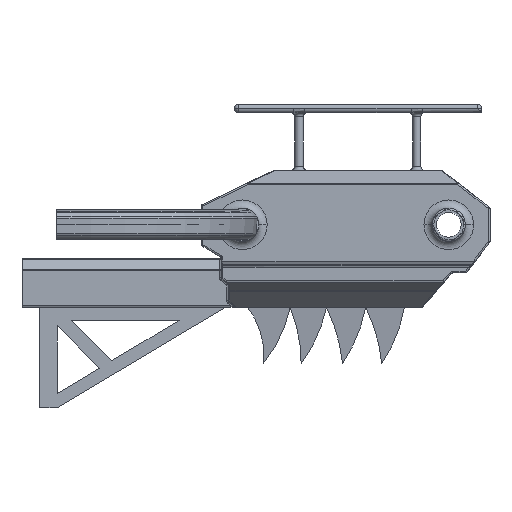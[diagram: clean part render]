
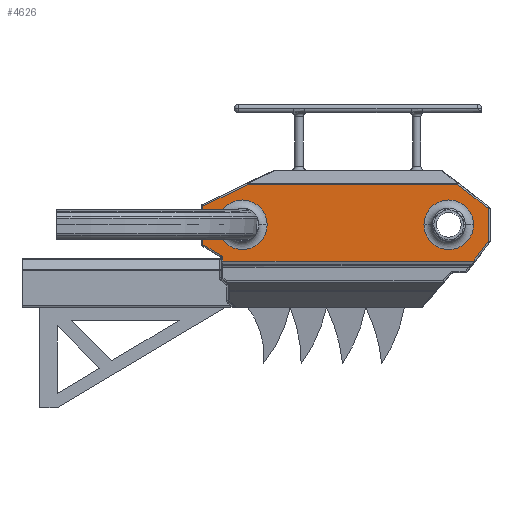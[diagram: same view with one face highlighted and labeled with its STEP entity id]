
A CAD part, front view. The second image highlights one B-rep face of the part: STEP entity #4626.
In plain terms, the highlighted planar face has unit normal (0, -1, 0).
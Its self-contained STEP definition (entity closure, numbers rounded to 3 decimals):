
#7 = LINE ( 'NONE', #2570, #17804 ) ;
#145 = VERTEX_POINT ( 'NONE', #14794 ) ;
#529 = ORIENTED_EDGE ( 'NONE', *, *, #12987, .F. ) ;
#632 = DIRECTION ( 'NONE',  ( 1., 0., 0. ) ) ;
#734 = CARTESIAN_POINT ( 'NONE',  ( 279.747, -100., -43.976 ) ) ;
#771 = VERTEX_POINT ( 'NONE', #15593 ) ;
#823 = PLANE ( 'NONE',  #11821 ) ;
#1144 = EDGE_LOOP ( 'NONE', ( #10672, #18269 ) ) ;
#1388 = VERTEX_POINT ( 'NONE', #10610 ) ;
#1474 = AXIS2_PLACEMENT_3D ( 'NONE', #6701, #6794, #15265 ) ;
#1610 = CARTESIAN_POINT ( 'NONE',  ( 250., -100., 0. ) ) ;
#1844 = CARTESIAN_POINT ( 'NONE',  ( 30., -100., 0. ) ) ;
#1874 = DIRECTION ( 'NONE',  ( 1., 0., 0. ) ) ;
#1938 = EDGE_CURVE ( 'NONE', #771, #13391, #12662, .T. ) ;
#2216 = VERTEX_POINT ( 'NONE', #8820 ) ;
#2458 = DIRECTION ( 'NONE',  ( 0., 0., 1. ) ) ;
#2533 = DIRECTION ( 'NONE',  ( 1., 0., 0. ) ) ;
#2547 = ORIENTED_EDGE ( 'NONE', *, *, #13187, .T. ) ;
#2570 = CARTESIAN_POINT ( 'NONE',  ( 300., -100., 48.84 ) ) ;
#2632 = CIRCLE ( 'NONE', #14211, 30. ) ;
#2703 = VERTEX_POINT ( 'NONE', #3808 ) ;
#2758 = CARTESIAN_POINT ( 'NONE',  ( 281.935, -100., -43.976 ) ) ;
#2814 = ORIENTED_EDGE ( 'NONE', *, *, #1938, .T. ) ;
#2904 = ORIENTED_EDGE ( 'NONE', *, *, #3058, .T. ) ;
#3058 = EDGE_CURVE ( 'NONE', #145, #2703, #4008, .T. ) ;
#3291 = CARTESIAN_POINT ( 'NONE',  ( 250., -100., 0. ) ) ;
#3560 = LINE ( 'NONE', #15188, #12815 ) ;
#3574 = ORIENTED_EDGE ( 'NONE', *, *, #8770, .T. ) ;
#3789 = ORIENTED_EDGE ( 'NONE', *, *, #4353, .T. ) ;
#3808 = CARTESIAN_POINT ( 'NONE',  ( 220., -100., 0. ) ) ;
#3965 = EDGE_CURVE ( 'NONE', #8478, #14814, #15820, .T. ) ;
#3986 = LINE ( 'NONE', #15795, #10005 ) ;
#4008 = CIRCLE ( 'NONE', #18625, 30. ) ;
#4211 = CIRCLE ( 'NONE', #1474, 30. ) ;
#4277 = CARTESIAN_POINT ( 'NONE',  ( 261.032, -100., 48.424 ) ) ;
#4353 = EDGE_CURVE ( 'NONE', #14814, #771, #3986, .T. ) ;
#4584 = ORIENTED_EDGE ( 'NONE', *, *, #8008, .T. ) ;
#4626 = ADVANCED_FACE ( 'NONE', ( #16356, #13491, #7886 ), #823, .T. ) ;
#4918 = CARTESIAN_POINT ( 'NONE',  ( 0., -100., 0. ) ) ;
#4983 = DIRECTION ( 'NONE',  ( 0., 0., -1. ) ) ;
#5147 = VECTOR ( 'NONE', #5427, 1000. ) ;
#5220 = EDGE_LOOP ( 'NONE', ( #2904, #3574 ) ) ;
#5427 = DIRECTION ( 'NONE',  ( -0.788, 0., 0.616 ) ) ;
#5521 = LINE ( 'NONE', #2758, #15781 ) ;
#5786 = VERTEX_POINT ( 'NONE', #7660 ) ;
#6261 = CARTESIAN_POINT ( 'NONE',  ( 300., -100., -100. ) ) ;
#6343 = LINE ( 'NONE', #16521, #13533 ) ;
#6597 = EDGE_CURVE ( 'NONE', #11998, #14483, #3560, .T. ) ;
#6639 = DIRECTION ( 'NONE',  ( 1., 0., 0. ) ) ;
#6701 = CARTESIAN_POINT ( 'NONE',  ( 0., -100., 0. ) ) ;
#6772 = DIRECTION ( 'NONE',  ( 0., 0., -1. ) ) ;
#6794 = DIRECTION ( 'NONE',  ( 0., 1., 0. ) ) ;
#6888 = CIRCLE ( 'NONE', #15995, 30. ) ;
#7225 = VERTEX_POINT ( 'NONE', #13344 ) ;
#7660 = CARTESIAN_POINT ( 'NONE',  ( 7.208, -100., 48.84 ) ) ;
#7886 = FACE_BOUND ( 'NONE', #5220, .T. ) ;
#8008 = EDGE_CURVE ( 'NONE', #7225, #18488, #16858, .T. ) ;
#8478 = VERTEX_POINT ( 'NONE', #734 ) ;
#8584 = DIRECTION ( 'NONE',  ( 1., 0., 0. ) ) ;
#8770 = EDGE_CURVE ( 'NONE', #2703, #145, #2632, .T. ) ;
#8820 = CARTESIAN_POINT ( 'NONE',  ( -25.521, -100., -37.583 ) ) ;
#9035 = CIRCLE ( 'NONE', #15416, 4. ) ;
#9115 = DIRECTION ( 'NONE',  ( 0., 1., 0. ) ) ;
#9452 = ORIENTED_EDGE ( 'NONE', *, *, #3965, .T. ) ;
#9616 = VECTOR ( 'NONE', #6772, 1000. ) ;
#10005 = VECTOR ( 'NONE', #2458, 1000. ) ;
#10293 = DIRECTION ( 'NONE',  ( 0., 1., 0. ) ) ;
#10438 = DIRECTION ( 'NONE',  ( -0.902, 0., -0.431 ) ) ;
#10565 = DIRECTION ( 'NONE',  ( 0., 1., 0. ) ) ;
#10610 = CARTESIAN_POINT ( 'NONE',  ( -30., -100., 0. ) ) ;
#10635 = DIRECTION ( 'NONE',  ( 0.854, 0., -0.52 ) ) ;
#10672 = ORIENTED_EDGE ( 'NONE', *, *, #15670, .T. ) ;
#11115 = DIRECTION ( 'NONE',  ( 0., -1., 0. ) ) ;
#11162 = CARTESIAN_POINT ( 'NONE',  ( 298.424, -100., -20.075 ) ) ;
#11438 = EDGE_CURVE ( 'NONE', #5786, #11998, #17681, .T. ) ;
#11821 = AXIS2_PLACEMENT_3D ( 'NONE', #6261, #16727, #6639 ) ;
#11979 = DIRECTION ( 'NONE',  ( 1., 0., 0. ) ) ;
#11998 = VERTEX_POINT ( 'NONE', #13664 ) ;
#12198 = CARTESIAN_POINT ( 'NONE',  ( -23.6, -100., -44.425 ) ) ;
#12662 = LINE ( 'NONE', #4277, #5147 ) ;
#12680 = DIRECTION ( 'NONE',  ( -1., 0., 0. ) ) ;
#12781 = CARTESIAN_POINT ( 'NONE',  ( -23.6, -100., -43.976 ) ) ;
#12815 = VECTOR ( 'NONE', #4983, 1000. ) ;
#12865 = DIRECTION ( 'NONE',  ( 0.616, 0., 0.788 ) ) ;
#12964 = CARTESIAN_POINT ( 'NONE',  ( 298., -100., -20.617 ) ) ;
#12987 = EDGE_CURVE ( 'NONE', #7225, #2216, #9035, .T. ) ;
#13187 = EDGE_CURVE ( 'NONE', #14483, #2216, #6343, .T. ) ;
#13344 = CARTESIAN_POINT ( 'NONE',  ( -23.6, -100., -41.001 ) ) ;
#13391 = VERTEX_POINT ( 'NONE', #14499 ) ;
#13491 = FACE_BOUND ( 'NONE', #1144, .T. ) ;
#13531 = VECTOR ( 'NONE', #10438, 1000. ) ;
#13533 = VECTOR ( 'NONE', #10635, 1000. ) ;
#13664 = CARTESIAN_POINT ( 'NONE',  ( -48., -100., 22.448 ) ) ;
#14211 = AXIS2_PLACEMENT_3D ( 'NONE', #3291, #9115, #1874 ) ;
#14483 = VERTEX_POINT ( 'NONE', #15766 ) ;
#14499 = CARTESIAN_POINT ( 'NONE',  ( 260.5, -100., 48.84 ) ) ;
#14627 = ORIENTED_EDGE ( 'NONE', *, *, #6597, .T. ) ;
#14794 = CARTESIAN_POINT ( 'NONE',  ( 280., -100., 0. ) ) ;
#14812 = EDGE_CURVE ( 'NONE', #13391, #5786, #7, .T. ) ;
#14814 = VERTEX_POINT ( 'NONE', #12964 ) ;
#15081 = CARTESIAN_POINT ( 'NONE',  ( -49.137, -100., 21.904 ) ) ;
#15188 = CARTESIAN_POINT ( 'NONE',  ( -48., -100., -100. ) ) ;
#15265 = DIRECTION ( 'NONE',  ( 1., 0., 0. ) ) ;
#15297 = VERTEX_POINT ( 'NONE', #1844 ) ;
#15416 = AXIS2_PLACEMENT_3D ( 'NONE', #15595, #11115, #2533 ) ;
#15461 = ORIENTED_EDGE ( 'NONE', *, *, #14812, .T. ) ;
#15593 = CARTESIAN_POINT ( 'NONE',  ( 298., -100., 19.537 ) ) ;
#15595 = CARTESIAN_POINT ( 'NONE',  ( -27.6, -100., -41.001 ) ) ;
#15670 = EDGE_CURVE ( 'NONE', #15297, #1388, #6888, .T. ) ;
#15766 = CARTESIAN_POINT ( 'NONE',  ( -48., -100., -23.911 ) ) ;
#15781 = VECTOR ( 'NONE', #8584, 1000. ) ;
#15795 = CARTESIAN_POINT ( 'NONE',  ( 298., -100., -100. ) ) ;
#15820 = LINE ( 'NONE', #11162, #17701 ) ;
#15995 = AXIS2_PLACEMENT_3D ( 'NONE', #4918, #10565, #11979 ) ;
#16356 = FACE_OUTER_BOUND ( 'NONE', #16795, .T. ) ;
#16521 = CARTESIAN_POINT ( 'NONE',  ( -24.56, -100., -38.168 ) ) ;
#16727 = DIRECTION ( 'NONE',  ( 0., -1., 0. ) ) ;
#16786 = ORIENTED_EDGE ( 'NONE', *, *, #18081, .T. ) ;
#16795 = EDGE_LOOP ( 'NONE', ( #17915, #14627, #2547, #529, #4584, #16786, #9452, #3789, #2814, #15461 ) ) ;
#16858 = LINE ( 'NONE', #12198, #9616 ) ;
#17631 = EDGE_CURVE ( 'NONE', #1388, #15297, #4211, .T. ) ;
#17681 = LINE ( 'NONE', #15081, #13531 ) ;
#17701 = VECTOR ( 'NONE', #12865, 1000. ) ;
#17804 = VECTOR ( 'NONE', #12680, 1000. ) ;
#17915 = ORIENTED_EDGE ( 'NONE', *, *, #11438, .T. ) ;
#18081 = EDGE_CURVE ( 'NONE', #18488, #8478, #5521, .T. ) ;
#18269 = ORIENTED_EDGE ( 'NONE', *, *, #17631, .T. ) ;
#18488 = VERTEX_POINT ( 'NONE', #12781 ) ;
#18625 = AXIS2_PLACEMENT_3D ( 'NONE', #1610, #10293, #632 ) ;
